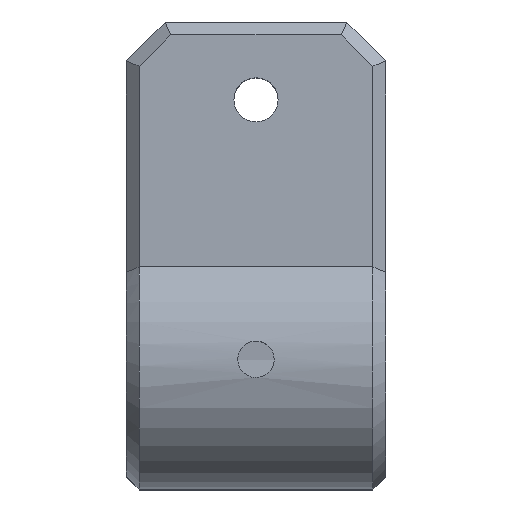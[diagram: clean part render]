
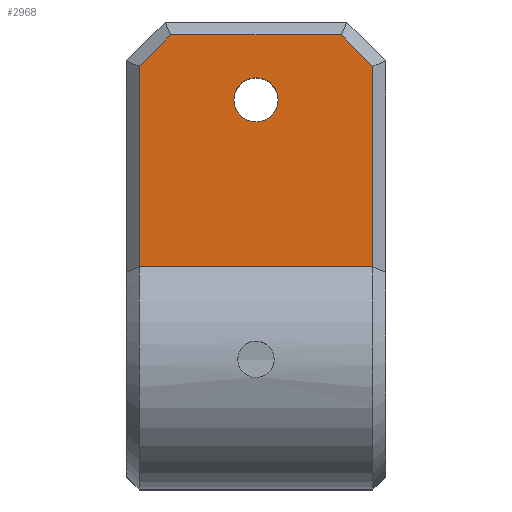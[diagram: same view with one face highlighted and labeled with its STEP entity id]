
A CAD part, top view. The second image highlights one B-rep face of the part: STEP entity #2968.
In plain terms, the highlighted planar face has unit normal (0, 0, 1).
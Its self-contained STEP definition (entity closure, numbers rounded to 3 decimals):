
#184 = PLANE('',#185);
#185 = AXIS2_PLACEMENT_3D('',#186,#187,#188);
#186 = CARTESIAN_POINT('',(9.5,-90.359,17.5));
#187 = DIRECTION('',(0.707,0.,0.707));
#188 = DIRECTION('',(-0.,1.,0.));
#1124 = CYLINDRICAL_SURFACE('',#1125,1.7);
#1125 = AXIS2_PLACEMENT_3D('',#1126,#1127,#1128);
#1126 = CARTESIAN_POINT('',(0.,-77.5,-9.));
#1127 = DIRECTION('',(0.,0.,1.));
#1128 = DIRECTION('',(1.,0.,0.));
#1209 = PLANE('',#1210);
#1210 = AXIS2_PLACEMENT_3D('',#1211,#1212,#1213);
#1211 = CARTESIAN_POINT('',(9.646,-74.854,17.5));
#1212 = DIRECTION('',(-0.5,-0.5,-0.707));
#1213 = DIRECTION('',(-0.707,0.707,0.)
  );
#1300 = VERTEX_POINT('',#1301);
#1301 = CARTESIAN_POINT('',(9.,-90.359,18.));
#1328 = VERTEX_POINT('',#1329);
#1329 = CARTESIAN_POINT('',(9.,-74.914,18.));
#1350 = EDGE_CURVE('',#1300,#1328,#1351,.T.);
#1351 = SURFACE_CURVE('',#1352,(#1356,#1363),.PCURVE_S1.);
#1352 = LINE('',#1353,#1354);
#1353 = CARTESIAN_POINT('',(9.,-90.359,18.));
#1354 = VECTOR('',#1355,1.);
#1355 = DIRECTION('',(0.,1.,0.));
#1356 = PCURVE('',#184,#1357);
#1357 = DEFINITIONAL_REPRESENTATION('',(#1358),#1362);
#1358 = LINE('',#1359,#1360);
#1359 = CARTESIAN_POINT('',(0.,0.707));
#1360 = VECTOR('',#1361,1.);
#1361 = DIRECTION('',(1.,0.));
#1362 = ( GEOMETRIC_REPRESENTATION_CONTEXT(2) 
PARAMETRIC_REPRESENTATION_CONTEXT() REPRESENTATION_CONTEXT('2D SPACE',''
  ) );
#1363 = PCURVE('',#1364,#1369);
#1364 = PLANE('',#1365);
#1365 = AXIS2_PLACEMENT_3D('',#1366,#1367,#1368);
#1366 = CARTESIAN_POINT('',(-10.,-93.5,18.));
#1367 = DIRECTION('',(0.,0.,1.));
#1368 = DIRECTION('',(1.,0.,0.));
#1369 = DEFINITIONAL_REPRESENTATION('',(#1370),#1374);
#1370 = LINE('',#1371,#1372);
#1371 = CARTESIAN_POINT('',(19.,3.141));
#1372 = VECTOR('',#1373,1.);
#1373 = DIRECTION('',(0.,1.));
#1374 = ( GEOMETRIC_REPRESENTATION_CONTEXT(2) 
PARAMETRIC_REPRESENTATION_CONTEXT() REPRESENTATION_CONTEXT('2D SPACE',''
  ) );
#1465 = CYLINDRICAL_SURFACE('',#1466,10.);
#1466 = AXIS2_PLACEMENT_3D('',#1467,#1468,#1469);
#1467 = CARTESIAN_POINT('',(-10.,-97.5,11.));
#1468 = DIRECTION('',(1.,0.,0.));
#1469 = DIRECTION('',(0.,0.,-1.));
#2488 = PLANE('',#2489);
#2489 = AXIS2_PLACEMENT_3D('',#2490,#2491,#2492);
#2490 = CARTESIAN_POINT('',(-9.5,-90.359,17.5));
#2491 = DIRECTION('',(-0.707,0.,0.707));
#2492 = DIRECTION('',(0.,1.,0.));
#2699 = PLANE('',#2700);
#2700 = AXIS2_PLACEMENT_3D('',#2701,#2702,#2703);
#2701 = CARTESIAN_POINT('',(-7.,-72.,17.5));
#2702 = DIRECTION('',(0.,0.707,0.707));
#2703 = DIRECTION('',(1.,0.,-0.));
#2731 = PLANE('',#2732);
#2732 = AXIS2_PLACEMENT_3D('',#2733,#2734,#2735);
#2733 = CARTESIAN_POINT('',(-9.646,-74.854,17.5));
#2734 = DIRECTION('',(-0.5,0.5,0.707));
#2735 = DIRECTION('',(0.707,0.707,0.));
#2748 = EDGE_CURVE('',#2749,#2749,#2751,.T.);
#2749 = VERTEX_POINT('',#2750);
#2750 = CARTESIAN_POINT('',(1.7,-77.5,18.));
#2751 = SURFACE_CURVE('',#2752,(#2757,#2764),.PCURVE_S1.);
#2752 = CIRCLE('',#2753,1.7);
#2753 = AXIS2_PLACEMENT_3D('',#2754,#2755,#2756);
#2754 = CARTESIAN_POINT('',(0.,-77.5,18.));
#2755 = DIRECTION('',(0.,0.,1.));
#2756 = DIRECTION('',(1.,0.,0.));
#2757 = PCURVE('',#1124,#2758);
#2758 = DEFINITIONAL_REPRESENTATION('',(#2759),#2763);
#2759 = LINE('',#2760,#2761);
#2760 = CARTESIAN_POINT('',(0.,27.));
#2761 = VECTOR('',#2762,1.);
#2762 = DIRECTION('',(1.,0.));
#2763 = ( GEOMETRIC_REPRESENTATION_CONTEXT(2) 
PARAMETRIC_REPRESENTATION_CONTEXT() REPRESENTATION_CONTEXT('2D SPACE',''
  ) );
#2764 = PCURVE('',#1364,#2765);
#2765 = DEFINITIONAL_REPRESENTATION('',(#2766),#2770);
#2766 = CIRCLE('',#2767,1.7);
#2767 = AXIS2_PLACEMENT_2D('',#2768,#2769);
#2768 = CARTESIAN_POINT('',(10.,16.));
#2769 = DIRECTION('',(1.,0.));
#2770 = ( GEOMETRIC_REPRESENTATION_CONTEXT(2) 
PARAMETRIC_REPRESENTATION_CONTEXT() REPRESENTATION_CONTEXT('2D SPACE',''
  ) );
#2849 = EDGE_CURVE('',#1328,#2850,#2852,.T.);
#2850 = VERTEX_POINT('',#2851);
#2851 = CARTESIAN_POINT('',(6.586,-72.5,18.));
#2852 = SURFACE_CURVE('',#2853,(#2857,#2864),.PCURVE_S1.);
#2853 = LINE('',#2854,#2855);
#2854 = CARTESIAN_POINT('',(9.293,-75.207,18.));
#2855 = VECTOR('',#2856,1.);
#2856 = DIRECTION('',(-0.707,0.707,0.));
#2857 = PCURVE('',#1209,#2858);
#2858 = DEFINITIONAL_REPRESENTATION('',(#2859),#2863);
#2859 = LINE('',#2860,#2861);
#2860 = CARTESIAN_POINT('',(0.,-0.707));
#2861 = VECTOR('',#2862,1.);
#2862 = DIRECTION('',(1.,0.));
#2863 = ( GEOMETRIC_REPRESENTATION_CONTEXT(2) 
PARAMETRIC_REPRESENTATION_CONTEXT() REPRESENTATION_CONTEXT('2D SPACE',''
  ) );
#2864 = PCURVE('',#1364,#2865);
#2865 = DEFINITIONAL_REPRESENTATION('',(#2866),#2870);
#2866 = LINE('',#2867,#2868);
#2867 = CARTESIAN_POINT('',(19.293,18.293));
#2868 = VECTOR('',#2869,1.);
#2869 = DIRECTION('',(-0.707,0.707));
#2870 = ( GEOMETRIC_REPRESENTATION_CONTEXT(2) 
PARAMETRIC_REPRESENTATION_CONTEXT() REPRESENTATION_CONTEXT('2D SPACE',''
  ) );
#2968 = ADVANCED_FACE('',(#2969,#3063),#1364,.T.);
#2969 = FACE_BOUND('',#2970,.T.);
#2970 = EDGE_LOOP('',(#2971,#2994,#2995,#2996,#3019,#3042));
#2971 = ORIENTED_EDGE('',*,*,#2972,.T.);
#2972 = EDGE_CURVE('',#2973,#1300,#2975,.T.);
#2973 = VERTEX_POINT('',#2974);
#2974 = CARTESIAN_POINT('',(-9.,-90.359,18.));
#2975 = SURFACE_CURVE('',#2976,(#2980,#2987),.PCURVE_S1.);
#2976 = LINE('',#2977,#2978);
#2977 = CARTESIAN_POINT('',(-10.,-90.359,18.));
#2978 = VECTOR('',#2979,1.);
#2979 = DIRECTION('',(1.,0.,0.));
#2980 = PCURVE('',#1364,#2981);
#2981 = DEFINITIONAL_REPRESENTATION('',(#2982),#2986);
#2982 = LINE('',#2983,#2984);
#2983 = CARTESIAN_POINT('',(0.,3.141));
#2984 = VECTOR('',#2985,1.);
#2985 = DIRECTION('',(1.,0.));
#2986 = ( GEOMETRIC_REPRESENTATION_CONTEXT(2) 
PARAMETRIC_REPRESENTATION_CONTEXT() REPRESENTATION_CONTEXT('2D SPACE',''
  ) );
#2987 = PCURVE('',#1465,#2988);
#2988 = DEFINITIONAL_REPRESENTATION('',(#2989),#2993);
#2989 = LINE('',#2990,#2991);
#2990 = CARTESIAN_POINT('',(2.346,0.));
#2991 = VECTOR('',#2992,1.);
#2992 = DIRECTION('',(0.,1.));
#2993 = ( GEOMETRIC_REPRESENTATION_CONTEXT(2) 
PARAMETRIC_REPRESENTATION_CONTEXT() REPRESENTATION_CONTEXT('2D SPACE',''
  ) );
#2994 = ORIENTED_EDGE('',*,*,#1350,.T.);
#2995 = ORIENTED_EDGE('',*,*,#2849,.T.);
#2996 = ORIENTED_EDGE('',*,*,#2997,.F.);
#2997 = EDGE_CURVE('',#2998,#2850,#3000,.T.);
#2998 = VERTEX_POINT('',#2999);
#2999 = CARTESIAN_POINT('',(-6.586,-72.5,18.));
#3000 = SURFACE_CURVE('',#3001,(#3005,#3012),.PCURVE_S1.);
#3001 = LINE('',#3002,#3003);
#3002 = CARTESIAN_POINT('',(-7.,-72.5,18.));
#3003 = VECTOR('',#3004,1.);
#3004 = DIRECTION('',(1.,0.,0.));
#3005 = PCURVE('',#1364,#3006);
#3006 = DEFINITIONAL_REPRESENTATION('',(#3007),#3011);
#3007 = LINE('',#3008,#3009);
#3008 = CARTESIAN_POINT('',(3.,21.));
#3009 = VECTOR('',#3010,1.);
#3010 = DIRECTION('',(1.,0.));
#3011 = ( GEOMETRIC_REPRESENTATION_CONTEXT(2) 
PARAMETRIC_REPRESENTATION_CONTEXT() REPRESENTATION_CONTEXT('2D SPACE',''
  ) );
#3012 = PCURVE('',#2699,#3013);
#3013 = DEFINITIONAL_REPRESENTATION('',(#3014),#3018);
#3014 = LINE('',#3015,#3016);
#3015 = CARTESIAN_POINT('',(0.,-0.707));
#3016 = VECTOR('',#3017,1.);
#3017 = DIRECTION('',(1.,0.));
#3018 = ( GEOMETRIC_REPRESENTATION_CONTEXT(2) 
PARAMETRIC_REPRESENTATION_CONTEXT() REPRESENTATION_CONTEXT('2D SPACE',''
  ) );
#3019 = ORIENTED_EDGE('',*,*,#3020,.F.);
#3020 = EDGE_CURVE('',#3021,#2998,#3023,.T.);
#3021 = VERTEX_POINT('',#3022);
#3022 = CARTESIAN_POINT('',(-9.,-74.914,18.));
#3023 = SURFACE_CURVE('',#3024,(#3028,#3035),.PCURVE_S1.);
#3024 = LINE('',#3025,#3026);
#3025 = CARTESIAN_POINT('',(-9.293,-75.207,18.));
#3026 = VECTOR('',#3027,1.);
#3027 = DIRECTION('',(0.707,0.707,0.));
#3028 = PCURVE('',#1364,#3029);
#3029 = DEFINITIONAL_REPRESENTATION('',(#3030),#3034);
#3030 = LINE('',#3031,#3032);
#3031 = CARTESIAN_POINT('',(0.707,18.293));
#3032 = VECTOR('',#3033,1.);
#3033 = DIRECTION('',(0.707,0.707));
#3034 = ( GEOMETRIC_REPRESENTATION_CONTEXT(2) 
PARAMETRIC_REPRESENTATION_CONTEXT() REPRESENTATION_CONTEXT('2D SPACE',''
  ) );
#3035 = PCURVE('',#2731,#3036);
#3036 = DEFINITIONAL_REPRESENTATION('',(#3037),#3041);
#3037 = LINE('',#3038,#3039);
#3038 = CARTESIAN_POINT('',(0.,-0.707));
#3039 = VECTOR('',#3040,1.);
#3040 = DIRECTION('',(1.,0.));
#3041 = ( GEOMETRIC_REPRESENTATION_CONTEXT(2) 
PARAMETRIC_REPRESENTATION_CONTEXT() REPRESENTATION_CONTEXT('2D SPACE',''
  ) );
#3042 = ORIENTED_EDGE('',*,*,#3043,.F.);
#3043 = EDGE_CURVE('',#2973,#3021,#3044,.T.);
#3044 = SURFACE_CURVE('',#3045,(#3049,#3056),.PCURVE_S1.);
#3045 = LINE('',#3046,#3047);
#3046 = CARTESIAN_POINT('',(-9.,-90.359,18.));
#3047 = VECTOR('',#3048,1.);
#3048 = DIRECTION('',(0.,1.,0.));
#3049 = PCURVE('',#1364,#3050);
#3050 = DEFINITIONAL_REPRESENTATION('',(#3051),#3055);
#3051 = LINE('',#3052,#3053);
#3052 = CARTESIAN_POINT('',(1.,3.141));
#3053 = VECTOR('',#3054,1.);
#3054 = DIRECTION('',(0.,1.));
#3055 = ( GEOMETRIC_REPRESENTATION_CONTEXT(2) 
PARAMETRIC_REPRESENTATION_CONTEXT() REPRESENTATION_CONTEXT('2D SPACE',''
  ) );
#3056 = PCURVE('',#2488,#3057);
#3057 = DEFINITIONAL_REPRESENTATION('',(#3058),#3062);
#3058 = LINE('',#3059,#3060);
#3059 = CARTESIAN_POINT('',(0.,-0.707));
#3060 = VECTOR('',#3061,1.);
#3061 = DIRECTION('',(1.,0.));
#3062 = ( GEOMETRIC_REPRESENTATION_CONTEXT(2) 
PARAMETRIC_REPRESENTATION_CONTEXT() REPRESENTATION_CONTEXT('2D SPACE',''
  ) );
#3063 = FACE_BOUND('',#3064,.T.);
#3064 = EDGE_LOOP('',(#3065));
#3065 = ORIENTED_EDGE('',*,*,#2748,.F.);
